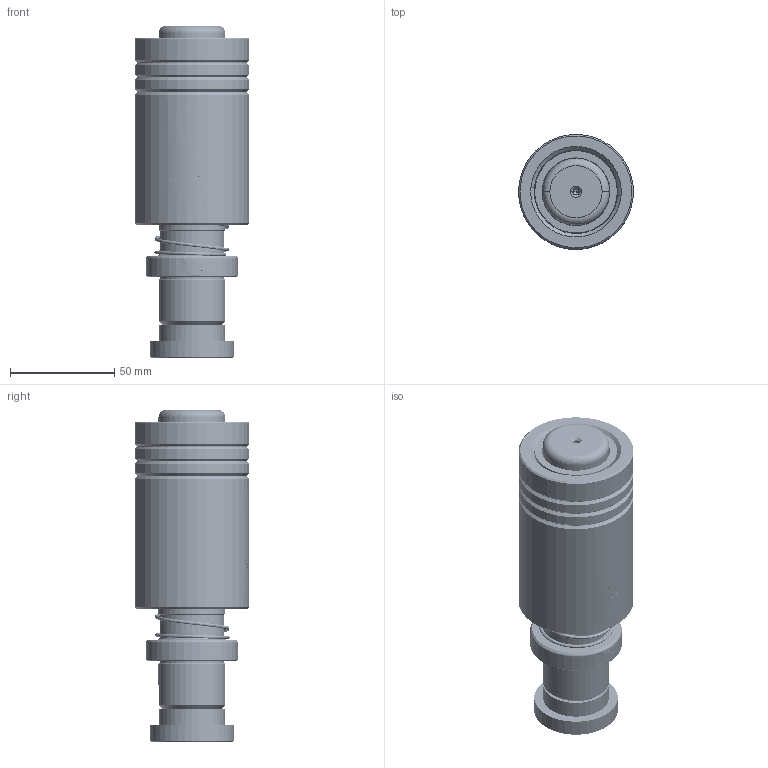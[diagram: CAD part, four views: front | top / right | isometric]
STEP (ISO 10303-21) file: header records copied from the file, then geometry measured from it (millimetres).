
FILE_DESCRIPTION (( 'STEP AP214' ), '1' );
FILE_NAME ('HBSH(HBJH)-D32-L120(BL-90).STEP', '2024-10-07T03:25:30', ( '111' ), ( '21222' ), 'SwSTEP 2.0', 'SolidWorks 2020', '' );
FILE_SCHEMA (( 'AUTOMOTIVE_DESIGN' ));
Length unit declared in the file: millimetre
Products named in the file (8): TRP-D32-L120; HWP-D35.7-d32.5-L70; TBB-D55-d40-L80; HBSH(HBJH)-D32-L120(BL-90); DRP蹟簽D32; BSH-39.5-32.5-L75; BALL-D4; BSH-D39.5-32.5-L75郪蚾
Assembly tree (300 placements, depth 3):
  HBSH(HBJH)-D32-L120(BL-90)
    TRP-D32-L120
    DRP蹟簽D32
    TBB-D55-d40-L80
    BSH-D39.5-32.5-L75郪蚾
      BSH-39.5-32.5-L75
      BALL-D4  x294
    HWP-D35.7-d32.5-L70
Bounding box: 54.82 x 54.91 x 159 mm (x, y, z)
Volume: 258204.5 mm3; surface area: 100261.6 mm2
Topology: 299 solids, 299 shells, 1348 faces, 5768 edges, 3828 vertices
Faces by surface type: sphere 1176, cylinder 43, cone 40, bspline 35, plane 30, torus 24
Entity records: 60089 total; most frequent: CARTESIAN_POINT 38381, ORIENTED_EDGE 4462, DIRECTION 3714, EDGE_CURVE 2231, AXIS2_PLACEMENT_3D 1797, VERTEX_POINT 1464, B_SPLINE_CURVE_WITH_KNOTS 1346, EDGE_LOOP 1339
